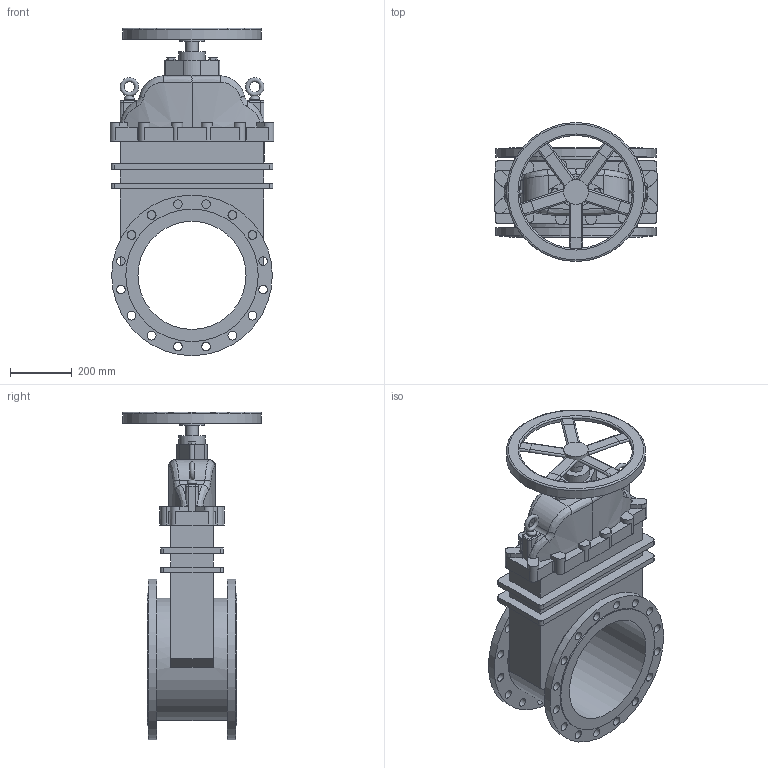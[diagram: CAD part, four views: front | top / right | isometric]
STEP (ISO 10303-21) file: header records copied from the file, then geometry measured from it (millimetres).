
FILE_DESCRIPTION(('STEP AP203'), '1');
FILE_NAME('3D_101-350-16_1', '', ('UNSPECIFIED'), ('UNSPECIFIED'), 'C3D Converter', 'C3D Toolkit', '');
FILE_SCHEMA(('CONFIG_CONTROL_DESIGN'));
Length unit declared in the file: millimetre
Bounding box: 530 x 450 x 1060 mm (x, y, z)
Volume: 48794118.2 mm3; surface area: 2381789.6 mm2
Topology: 11 solids, 11 shells, 3511 faces, 10329 edges, 6879 vertices
Faces by surface type: plane 3357, cylinder 121, bspline 20, torus 11, cone 2
Full cylindrical faces by diameter (mm): 28 x32, 32 x2, 40 x1, 80 x1, 85 x1, 350 x1, 366 x1, 380 x1, 396 x1, 429 x2, 430 x1, 450 x1, 520 x2
Entity records: 160016 total; most frequent: CARTESIAN_POINT 38516, ORIENTED_EDGE 20542, DIRECTION 17352, EDGE_CURVE 10271, LINE 9876, VECTOR 9876, VERTEX_POINT 6877, AXIS2_PLACEMENT_3D 3738
